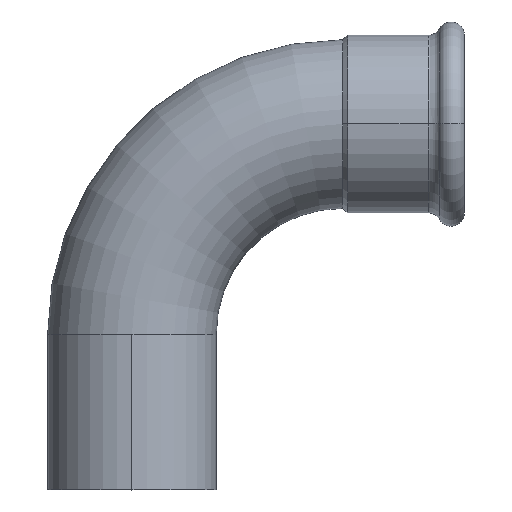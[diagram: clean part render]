
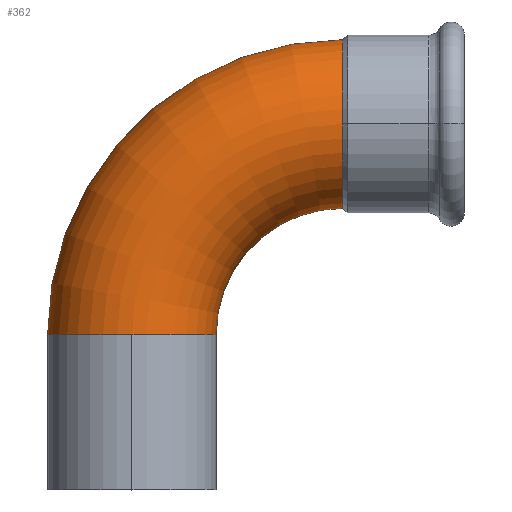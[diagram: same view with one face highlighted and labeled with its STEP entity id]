
A CAD part, top view. The second image highlights one B-rep face of the part: STEP entity #362.
In plain terms, the highlighted toroidal (fillet/blend) face has major radius 95 mm and minor radius 38.05 mm.
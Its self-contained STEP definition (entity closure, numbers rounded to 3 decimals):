
#14 = DIRECTION ( 'NONE',  ( 0., 0., 1. ) ) ;
#23 = EDGE_CURVE ( 'NONE', #668, #586, #419, .T. ) ;
#29 = DIRECTION ( 'NONE',  ( 1., 0., 0. ) ) ;
#54 = CARTESIAN_POINT ( 'NONE',  ( 95., 95., 0. ) ) ;
#105 = VERTEX_POINT ( 'NONE', #623 ) ;
#114 = CARTESIAN_POINT ( 'NONE',  ( 95., 95., 0. ) ) ;
#148 = AXIS2_PLACEMENT_3D ( 'NONE', #625, #300, #29 ) ;
#186 = CARTESIAN_POINT ( 'NONE',  ( -38.05, 0., 0. ) ) ;
#193 = AXIS2_PLACEMENT_3D ( 'NONE', #439, #752, #766 ) ;
#209 = EDGE_CURVE ( 'NONE', #461, #390, #479, .T. ) ;
#214 = DIRECTION ( 'NONE',  ( 0., 1., 0. ) ) ;
#215 = ORIENTED_EDGE ( 'NONE', *, *, #531, .F. ) ;
#218 = CARTESIAN_POINT ( 'NONE',  ( 0., 0., 0. ) ) ;
#251 = DIRECTION ( 'NONE',  ( 1., 0., 0. ) ) ;
#269 = FACE_OUTER_BOUND ( 'NONE', #852, .T. ) ;
#272 = ORIENTED_EDGE ( 'NONE', *, *, #209, .F. ) ;
#273 = AXIS2_PLACEMENT_3D ( 'NONE', #114, #780, #777 ) ;
#285 = CARTESIAN_POINT ( 'NONE',  ( 95., 95., 38.05 ) ) ;
#300 = DIRECTION ( 'NONE',  ( 0., 0., 1. ) ) ;
#328 = CIRCLE ( 'NONE', #148, 133.05 ) ;
#336 = CARTESIAN_POINT ( 'NONE',  ( 95., 0., 0. ) ) ;
#337 = DIRECTION ( 'NONE',  ( 0., 1., 0. ) ) ;
#362 = ADVANCED_FACE ( 'NONE', ( #269 ), #480, .T. ) ;
#377 = ORIENTED_EDGE ( 'NONE', *, *, #799, .F. ) ;
#390 = VERTEX_POINT ( 'NONE', #746 ) ;
#419 = CIRCLE ( 'NONE', #590, 38.05 ) ;
#432 = ORIENTED_EDGE ( 'NONE', *, *, #446, .T. ) ;
#439 = CARTESIAN_POINT ( 'NONE',  ( 95., 0., 0. ) ) ;
#441 = CIRCLE ( 'NONE', #858, 38.05 ) ;
#446 = EDGE_CURVE ( 'NONE', #680, #668, #441, .T. ) ;
#450 = ORIENTED_EDGE ( 'NONE', *, *, #541, .T. ) ;
#461 = VERTEX_POINT ( 'NONE', #285 ) ;
#477 = DIRECTION ( 'NONE',  ( 0., 0., 1. ) ) ;
#479 = CIRCLE ( 'NONE', #273, 38.05 ) ;
#480 = TOROIDAL_SURFACE ( 'NONE', #804, 95., 38.05 ) ;
#515 = CARTESIAN_POINT ( 'NONE',  ( 0., 0., 38.05 ) ) ;
#531 = EDGE_CURVE ( 'NONE', #390, #586, #841, .T. ) ;
#537 = CARTESIAN_POINT ( 'NONE',  ( 0., 0., 0. ) ) ;
#541 = EDGE_CURVE ( 'NONE', #105, #680, #328, .T. ) ;
#586 = VERTEX_POINT ( 'NONE', #749 ) ;
#590 = AXIS2_PLACEMENT_3D ( 'NONE', #218, #337, #477 ) ;
#600 = DIRECTION ( 'NONE',  ( 1., 0., 0. ) ) ;
#623 = CARTESIAN_POINT ( 'NONE',  ( 95., 133.05, 0. ) ) ;
#625 = CARTESIAN_POINT ( 'NONE',  ( 95., 0., 0. ) ) ;
#668 = VERTEX_POINT ( 'NONE', #515 ) ;
#673 = CIRCLE ( 'NONE', #767, 38.05 ) ;
#680 = VERTEX_POINT ( 'NONE', #186 ) ;
#712 = DIRECTION ( 'NONE',  ( 0., 0., 1. ) ) ;
#746 = CARTESIAN_POINT ( 'NONE',  ( 95., 56.95, 0. ) ) ;
#747 = ORIENTED_EDGE ( 'NONE', *, *, #23, .T. ) ;
#749 = CARTESIAN_POINT ( 'NONE',  ( 38.05, 0., 0. ) ) ;
#752 = DIRECTION ( 'NONE',  ( 0., 0., 1. ) ) ;
#766 = DIRECTION ( 'NONE',  ( 1., 0., 0. ) ) ;
#767 = AXIS2_PLACEMENT_3D ( 'NONE', #54, #251, #712 ) ;
#777 = DIRECTION ( 'NONE',  ( 0., 0., 1. ) ) ;
#780 = DIRECTION ( 'NONE',  ( 1., 0., 0. ) ) ;
#799 = EDGE_CURVE ( 'NONE', #105, #461, #673, .T. ) ;
#804 = AXIS2_PLACEMENT_3D ( 'NONE', #336, #812, #600 ) ;
#812 = DIRECTION ( 'NONE',  ( 0., 0., 1. ) ) ;
#841 = CIRCLE ( 'NONE', #193, 56.95 ) ;
#852 = EDGE_LOOP ( 'NONE', ( #377, #450, #432, #747, #215, #272 ) ) ;
#858 = AXIS2_PLACEMENT_3D ( 'NONE', #537, #214, #14 ) ;
